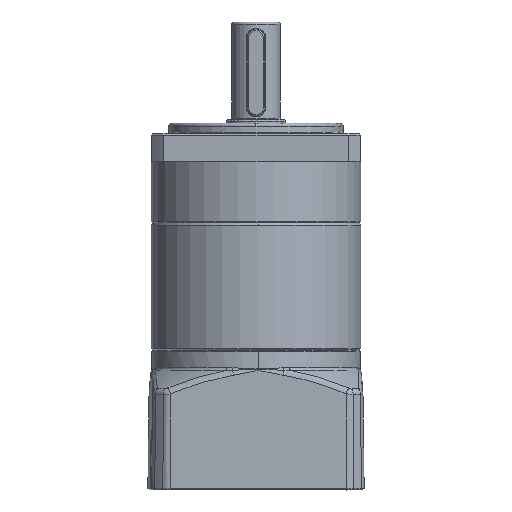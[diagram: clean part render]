
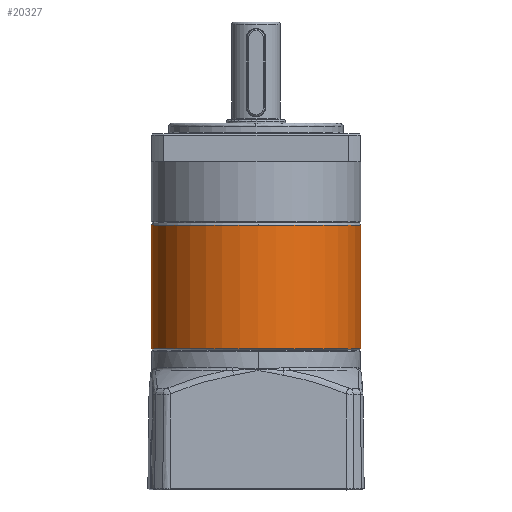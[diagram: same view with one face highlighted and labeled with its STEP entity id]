
A CAD part, left-side view. The second image highlights one B-rep face of the part: STEP entity #20327.
In plain terms, the highlighted cylindrical face has radius 30 mm (diameter 60 mm), a partial arc.
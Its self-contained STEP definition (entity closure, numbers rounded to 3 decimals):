
#1735 = DIRECTION ( 'NONE',  ( 0., 0., 1. ) ) ;
#1802 = ORIENTED_EDGE ( 'NONE', *, *, #14723, .T. ) ;
#3216 = CIRCLE ( 'NONE', #24209, 30. ) ;
#3966 = EDGE_CURVE ( 'NONE', #25392, #15198, #20951, .T. ) ;
#5121 = ORIENTED_EDGE ( 'NONE', *, *, #11035, .T. ) ;
#6463 = DIRECTION ( 'NONE',  ( 0., 0., 1. ) ) ;
#7745 = AXIS2_PLACEMENT_3D ( 'NONE', #31857, #17076, #1735 ) ;
#7940 = VERTEX_POINT ( 'NONE', #19579 ) ;
#8439 = EDGE_CURVE ( 'NONE', #22914, #7940, #22659, .T. ) ;
#9971 = FACE_OUTER_BOUND ( 'NONE', #26322, .T. ) ;
#10258 = DIRECTION ( 'NONE',  ( 0., 0., 1. ) ) ;
#10287 = DIRECTION ( 'NONE',  ( 1., 0., 0. ) ) ;
#10327 = CARTESIAN_POINT ( 'NONE',  ( 0.693, 0., 0. ) ) ;
#10800 = AXIS2_PLACEMENT_3D ( 'NONE', #31392, #29078, #6463 ) ;
#11035 = EDGE_CURVE ( 'NONE', #15198, #7940, #3216, .T. ) ;
#12120 = ORIENTED_EDGE ( 'NONE', *, *, #31119, .T. ) ;
#13454 = ORIENTED_EDGE ( 'NONE', *, *, #3966, .T. ) ;
#13511 = DIRECTION ( 'NONE',  ( -1., 0., 0. ) ) ;
#13708 = CARTESIAN_POINT ( 'NONE',  ( 36.5, 0., -30. ) ) ;
#13744 = CARTESIAN_POINT ( 'NONE',  ( 0.693, 0., 30. ) ) ;
#13947 = CYLINDRICAL_SURFACE ( 'NONE', #10800, 30. ) ;
#13987 = CARTESIAN_POINT ( 'NONE',  ( 36.1, 0., 30. ) ) ;
#14210 = LINE ( 'NONE', #31056, #14307 ) ;
#14307 = VECTOR ( 'NONE', #29934, 1000. ) ;
#14723 = EDGE_CURVE ( 'NONE', #20308, #25392, #14210, .T. ) ;
#15198 = VERTEX_POINT ( 'NONE', #19110 ) ;
#17076 = DIRECTION ( 'NONE',  ( -1., 0., 0. ) ) ;
#18323 = CARTESIAN_POINT ( 'NONE',  ( 36.1, 0., -30. ) ) ;
#19110 = CARTESIAN_POINT ( 'NONE',  ( 0.693, -30., 0. ) ) ;
#19579 = CARTESIAN_POINT ( 'NONE',  ( 0.693, 0., -30. ) ) ;
#20308 = VERTEX_POINT ( 'NONE', #13987 ) ;
#20327 = ADVANCED_FACE ( 'NONE', ( #9971 ), #13947, .T. ) ;
#20951 = CIRCLE ( 'NONE', #29529, 30. ) ;
#22659 = LINE ( 'NONE', #13708, #26852 ) ;
#22914 = VERTEX_POINT ( 'NONE', #18323 ) ;
#24209 = AXIS2_PLACEMENT_3D ( 'NONE', #25859, #25788, #25748 ) ;
#25347 = ORIENTED_EDGE ( 'NONE', *, *, #8439, .F. ) ;
#25392 = VERTEX_POINT ( 'NONE', #13744 ) ;
#25748 = DIRECTION ( 'NONE',  ( 0., 0., 1. ) ) ;
#25788 = DIRECTION ( 'NONE',  ( 1., 0., 0. ) ) ;
#25859 = CARTESIAN_POINT ( 'NONE',  ( 0.693, 0., 0. ) ) ;
#26322 = EDGE_LOOP ( 'NONE', ( #25347, #12120, #1802, #13454, #5121 ) ) ;
#26852 = VECTOR ( 'NONE', #13511, 1000. ) ;
#29078 = DIRECTION ( 'NONE',  ( -1., 0., 0. ) ) ;
#29529 = AXIS2_PLACEMENT_3D ( 'NONE', #10327, #10287, #10258 ) ;
#29934 = DIRECTION ( 'NONE',  ( -1., 0., 0. ) ) ;
#31056 = CARTESIAN_POINT ( 'NONE',  ( 36.5, 0., 30. ) ) ;
#31119 = EDGE_CURVE ( 'NONE', #22914, #20308, #31617, .T. ) ;
#31392 = CARTESIAN_POINT ( 'NONE',  ( 36.5, 0., 0. ) ) ;
#31617 = CIRCLE ( 'NONE', #7745, 30. ) ;
#31857 = CARTESIAN_POINT ( 'NONE',  ( 36.1, 0., 0. ) ) ;
